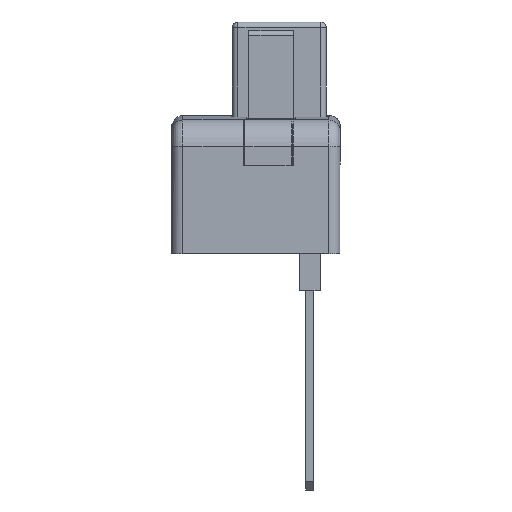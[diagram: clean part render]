
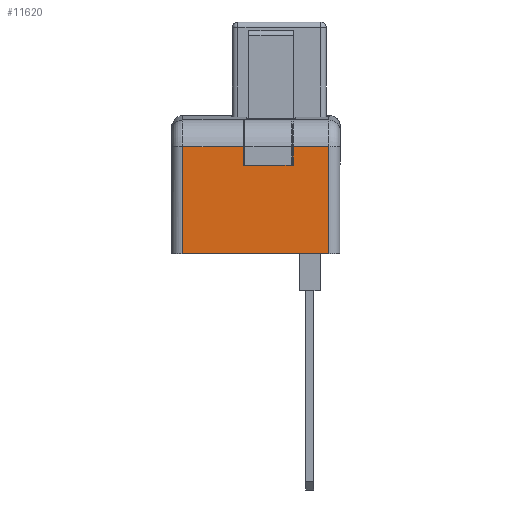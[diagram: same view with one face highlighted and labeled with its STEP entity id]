
A CAD part, front view. The second image highlights one B-rep face of the part: STEP entity #11620.
In plain terms, the highlighted planar face has unit normal (0, -1, 0).
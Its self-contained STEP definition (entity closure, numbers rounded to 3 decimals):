
#3157 = DIRECTION ( 'NONE',  ( 0., 0., 1. ) ) ;
#3158 = VECTOR ( 'NONE', #3157, 1000. ) ;
#3159 = CARTESIAN_POINT ( 'NONE',  ( 13.5, -40.527, -19.886 ) ) ;
#3160 = LINE ( 'NONE', #3159, #3158 ) ;
#3161 = CARTESIAN_POINT ( 'NONE',  ( 13.5, -40.527, -0.463 ) ) ;
#3181 = CARTESIAN_POINT ( 'NONE',  ( 29., -40.527, -0.463 ) ) ;
#3235 = DIRECTION ( 'NONE',  ( 0., 0., 1. ) ) ;
#3236 = VECTOR ( 'NONE', #3235, 1000. ) ;
#3237 = CARTESIAN_POINT ( 'NONE',  ( 29., -40.527, -19.886 ) ) ;
#3244 = LINE ( 'NONE', #3237, #3236 ) ;
#3328 = CARTESIAN_POINT ( 'NONE',  ( 22.5, -40.527, -0.463 ) ) ;
#3330 = DIRECTION ( 'NONE',  ( 0., 0., -1. ) ) ;
#3331 = VECTOR ( 'NONE', #3330, 1000. ) ;
#3332 = CARTESIAN_POINT ( 'NONE',  ( 22.5, -40.527, -19.886 ) ) ;
#3333 = LINE ( 'NONE', #3332, #3331 ) ;
#3356 = FACE_OUTER_BOUND ( 'NONE', #11621, .T. ) ;
#3376 = DIRECTION ( 'NONE',  ( 0., 0., -1. ) ) ;
#3377 = VECTOR ( 'NONE', #3376, 1000. ) ;
#3378 = CARTESIAN_POINT ( 'NONE',  ( 2.5, -40.527, -19.886 ) ) ;
#3379 = LINE ( 'NONE', #3378, #3377 ) ;
#3380 = CARTESIAN_POINT ( 'NONE',  ( 2.5, -40.527, -0.463 ) ) ;
#3381 = DIRECTION ( 'NONE',  ( -1., 0., 0. ) ) ;
#3382 = VECTOR ( 'NONE', #3381, 1000. ) ;
#3383 = CARTESIAN_POINT ( 'NONE',  ( 31., -40.527, -0.463 ) ) ;
#3384 = LINE ( 'NONE', #3383, #3382 ) ;
#3385 = DIRECTION ( 'NONE',  ( 0., 0., -1. ) ) ;
#3386 = DIRECTION ( 'NONE',  ( 0., -1., 0. ) ) ;
#3387 = CARTESIAN_POINT ( 'NONE',  ( 31., -40.527, -19.886 ) ) ;
#3388 = AXIS2_PLACEMENT_3D ( 'NONE', #3387, #3386, #3385 ) ;
#3389 = PLANE ( 'NONE',  #3388 ) ;
#3566 = DIRECTION ( 'NONE',  ( -1., 0., 0. ) ) ;
#3567 = VECTOR ( 'NONE', #3566, 1000. ) ;
#3568 = CARTESIAN_POINT ( 'NONE',  ( 31., -40.527, -0.463 ) ) ;
#3569 = LINE ( 'NONE', #3568, #3567 ) ;
#4794 = VERTEX_POINT ( 'NONE', #12076 ) ;
#4795 = EDGE_CURVE ( 'NONE', #4797, #4794, #12075, .T. ) ;
#4797 = VERTEX_POINT ( 'NONE', #12071 ) ;
#8052 = VERTEX_POINT ( 'NONE', #21598 ) ;
#8086 = EDGE_CURVE ( 'NONE', #8052, #8087, #21708, .T. ) ;
#8087 = VERTEX_POINT ( 'NONE', #21704 ) ;
#11539 = VERTEX_POINT ( 'NONE', #3161 ) ;
#11541 = EDGE_CURVE ( 'NONE', #8052, #11539, #3160, .T. ) ;
#11554 = VERTEX_POINT ( 'NONE', #3181 ) ;
#11574 = EDGE_CURVE ( 'NONE', #4797, #11554, #3244, .T. ) ;
#11602 = EDGE_CURVE ( 'NONE', #11607, #8087, #3333, .T. ) ;
#11607 = VERTEX_POINT ( 'NONE', #3328 ) ;
#11620 = ADVANCED_FACE ( 'NONE', ( #3356 ), #3389, .T. ) ;
#11621 = EDGE_LOOP ( 'NONE', ( #11625, #11628, #11623, #11632, #11702, #11622, #11698, #11690 ) ) ;
#11622 = ORIENTED_EDGE ( 'NONE', *, *, #11574, .T. ) ;
#11623 = ORIENTED_EDGE ( 'NONE', *, *, #11624, .T. ) ;
#11624 = EDGE_CURVE ( 'NONE', #11539, #11629, #3384, .T. ) ;
#11625 = ORIENTED_EDGE ( 'NONE', *, *, #8086, .F. ) ;
#11628 = ORIENTED_EDGE ( 'NONE', *, *, #11541, .T. ) ;
#11629 = VERTEX_POINT ( 'NONE', #3380 ) ;
#11630 = EDGE_CURVE ( 'NONE', #11629, #4794, #3379, .T. ) ;
#11632 = ORIENTED_EDGE ( 'NONE', *, *, #11630, .T. ) ;
#11684 = EDGE_CURVE ( 'NONE', #11554, #11607, #3569, .T. ) ;
#11690 = ORIENTED_EDGE ( 'NONE', *, *, #11602, .T. ) ;
#11698 = ORIENTED_EDGE ( 'NONE', *, *, #11684, .T. ) ;
#11702 = ORIENTED_EDGE ( 'NONE', *, *, #4795, .F. ) ;
#12071 = CARTESIAN_POINT ( 'NONE',  ( 29., -40.527, -19.886 ) ) ;
#12072 = DIRECTION ( 'NONE',  ( -1., 0., 0. ) ) ;
#12073 = VECTOR ( 'NONE', #12072, 1000. ) ;
#12074 = CARTESIAN_POINT ( 'NONE',  ( 31., -40.527, -19.886 ) ) ;
#12075 = LINE ( 'NONE', #12074, #12073 ) ;
#12076 = CARTESIAN_POINT ( 'NONE',  ( 2.5, -40.527, -19.886 ) ) ;
#21598 = CARTESIAN_POINT ( 'NONE',  ( 13.5, -40.527, -3.886 ) ) ;
#21704 = CARTESIAN_POINT ( 'NONE',  ( 22.5, -40.527, -3.886 ) ) ;
#21705 = DIRECTION ( 'NONE',  ( 1., 0., 0. ) ) ;
#21706 = VECTOR ( 'NONE', #21705, 1000. ) ;
#21707 = CARTESIAN_POINT ( 'NONE',  ( 31., -40.527, -3.886 ) ) ;
#21708 = LINE ( 'NONE', #21707, #21706 ) ;
